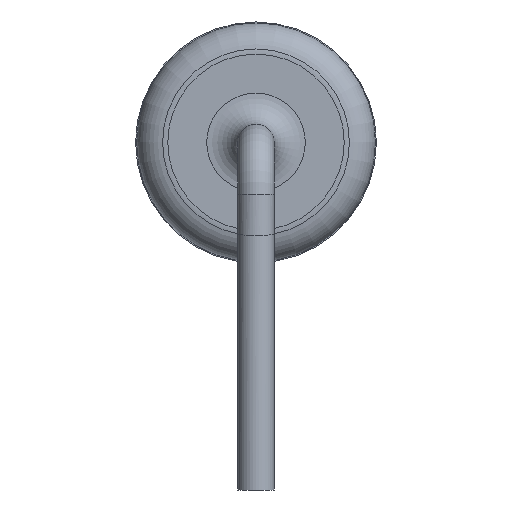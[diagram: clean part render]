
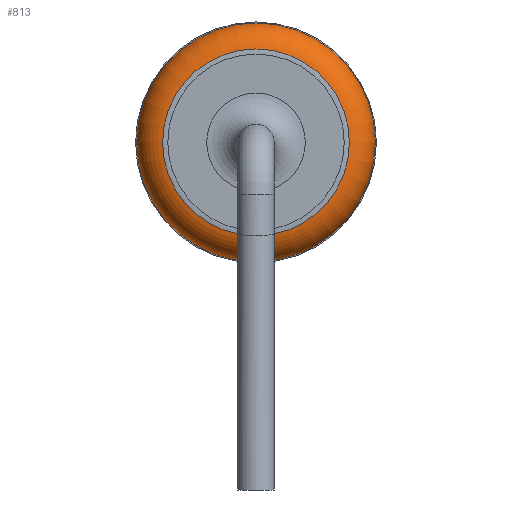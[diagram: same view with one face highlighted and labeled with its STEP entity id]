
A CAD part, left-side view. The second image highlights one B-rep face of the part: STEP entity #813.
In plain terms, the highlighted toroidal (fillet/blend) face has major radius 0.85 mm and minor radius 0.3 mm.
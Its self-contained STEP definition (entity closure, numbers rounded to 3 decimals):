
#58=TOROIDAL_SURFACE('',#951,0.85,0.3);
#118=CIRCLE('',#939,0.9);
#127=CIRCLE('',#952,0.3);
#128=CIRCLE('',#953,1.15);
#129=CIRCLE('',#954,1.15);
#263=FACE_OUTER_BOUND('',#320,.T.);
#320=EDGE_LOOP('',(#710,#711,#712,#713,#714));
#398=VERTEX_POINT('',#1573);
#405=VERTEX_POINT('',#1595);
#406=VERTEX_POINT('',#1597);
#501=EDGE_CURVE('',#398,#398,#118,.T.);
#511=EDGE_CURVE('',#398,#405,#127,.T.);
#512=EDGE_CURVE('',#405,#406,#128,.T.);
#513=EDGE_CURVE('',#406,#405,#129,.T.);
#710=ORIENTED_EDGE('',*,*,#501,.T.);
#711=ORIENTED_EDGE('',*,*,#511,.T.);
#712=ORIENTED_EDGE('',*,*,#512,.T.);
#713=ORIENTED_EDGE('',*,*,#513,.T.);
#714=ORIENTED_EDGE('',*,*,#511,.F.);
#813=ADVANCED_FACE('',(#263),#58,.T.);
#939=AXIS2_PLACEMENT_3D('',#1575,#1185,#1186);
#951=AXIS2_PLACEMENT_3D('',#1594,#1210,#1211);
#952=AXIS2_PLACEMENT_3D('',#1596,#1212,#1213);
#953=AXIS2_PLACEMENT_3D('',#1598,#1214,#1215);
#954=AXIS2_PLACEMENT_3D('',#1599,#1216,#1217);
#1185=DIRECTION('center_axis',(1.,0.,0.));
#1186=DIRECTION('ref_axis',(0.,0.,1.));
#1210=DIRECTION('center_axis',(-1.,0.,0.));
#1211=DIRECTION('ref_axis',(0.,0.,1.));
#1212=DIRECTION('center_axis',(0.,-1.,0.));
#1213=DIRECTION('ref_axis',(0.,0.,-1.));
#1214=DIRECTION('center_axis',(-1.,0.,0.));
#1215=DIRECTION('ref_axis',(0.,0.,1.));
#1216=DIRECTION('center_axis',(-1.,0.,0.));
#1217=DIRECTION('ref_axis',(0.,0.,1.));
#1573=CARTESIAN_POINT('',(2.084,0.,0.45));
#1575=CARTESIAN_POINT('Origin',(2.084,0.,1.35));
#1594=CARTESIAN_POINT('Origin',(2.38,0.,1.35));
#1595=CARTESIAN_POINT('',(2.38,0.,0.2));
#1596=CARTESIAN_POINT('Origin',(2.38,0.,0.5));
#1597=CARTESIAN_POINT('',(2.38,0.,2.5));
#1598=CARTESIAN_POINT('Origin',(2.38,0.,1.35));
#1599=CARTESIAN_POINT('Origin',(2.38,0.,1.35));
